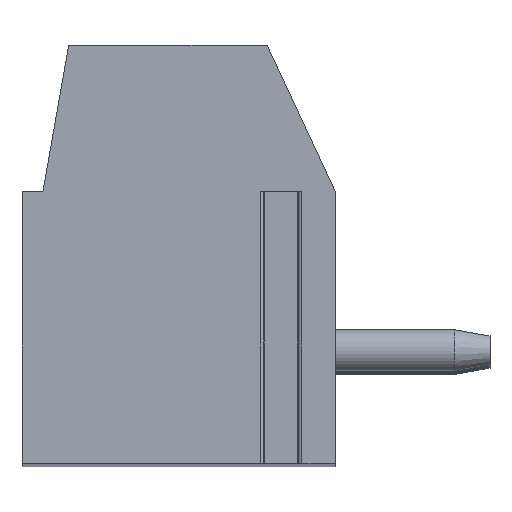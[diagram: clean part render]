
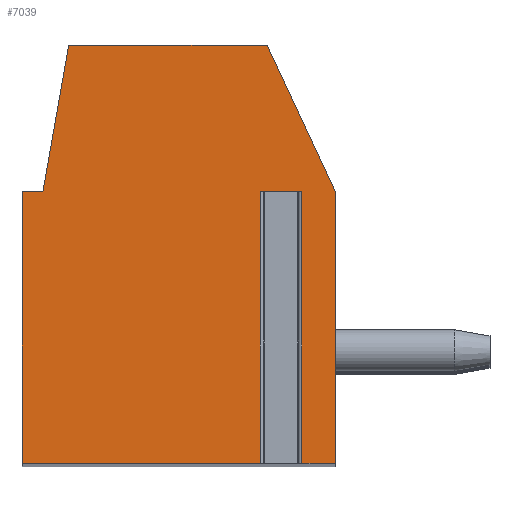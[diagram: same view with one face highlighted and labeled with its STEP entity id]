
A CAD part, top view. The second image highlights one B-rep face of the part: STEP entity #7039.
In plain terms, the highlighted planar face has unit normal (0, 0, 1).
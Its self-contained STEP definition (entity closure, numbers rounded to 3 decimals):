
#161=DIRECTION('',(-1.,0.,0.));
#162=VECTOR('',#161,0.996);
#163=CARTESIAN_POINT('',(2.948,1.5,42.5));
#164=LINE('',#163,#162);
#165=DIRECTION('',(0.,-1.,0.));
#166=VECTOR('',#165,6.5);
#167=CARTESIAN_POINT('',(1.952,1.5,42.5));
#168=LINE('',#167,#166);
#169=DIRECTION('',(1.,0.,0.));
#170=VECTOR('',#169,5.702);
#171=CARTESIAN_POINT('',(-3.75,-5.,42.5));
#172=LINE('',#171,#170);
#173=DIRECTION('',(0.,-1.,0.));
#174=VECTOR('',#173,6.5);
#175=CARTESIAN_POINT('',(-3.75,1.5,42.5));
#176=LINE('',#175,#174);
#177=DIRECTION('',(-1.,0.,0.));
#178=VECTOR('',#177,0.5);
#179=CARTESIAN_POINT('',(-3.25,1.5,42.5));
#180=LINE('',#179,#178);
#181=DIRECTION('',(-0.174,-0.985,0.));
#182=VECTOR('',#181,3.554);
#183=CARTESIAN_POINT('',(-2.633,5.,42.5));
#184=LINE('',#183,#182);
#185=DIRECTION('',(-1.,0.,0.));
#186=VECTOR('',#185,4.751);
#187=CARTESIAN_POINT('',(2.118,5.,42.5));
#188=LINE('',#187,#186);
#189=DIRECTION('',(-0.423,0.906,0.));
#190=VECTOR('',#189,3.862);
#191=CARTESIAN_POINT('',(3.75,1.5,42.5));
#192=LINE('',#191,#190);
#193=DIRECTION('',(0.,1.,0.));
#194=VECTOR('',#193,6.5);
#195=CARTESIAN_POINT('',(3.75,-5.,42.5));
#196=LINE('',#195,#194);
#197=DIRECTION('',(1.,0.,0.));
#198=VECTOR('',#197,0.802);
#199=CARTESIAN_POINT('',(2.948,-5.,42.5));
#200=LINE('',#199,#198);
#201=DIRECTION('',(0.,-1.,0.));
#202=VECTOR('',#201,6.5);
#203=CARTESIAN_POINT('',(2.948,1.5,42.5));
#204=LINE('',#203,#202);
#5431=CARTESIAN_POINT('',(3.75,-5.,42.5));
#5432=CARTESIAN_POINT('',(3.75,1.5,42.5));
#5433=VERTEX_POINT('',#5431);
#5434=VERTEX_POINT('',#5432);
#5435=CARTESIAN_POINT('',(2.118,5.,42.5));
#5436=VERTEX_POINT('',#5435);
#5437=CARTESIAN_POINT('',(-2.633,5.,42.5));
#5438=VERTEX_POINT('',#5437);
#5439=CARTESIAN_POINT('',(-3.25,1.5,42.5));
#5440=VERTEX_POINT('',#5439);
#5441=CARTESIAN_POINT('',(-3.75,1.5,42.5));
#5442=VERTEX_POINT('',#5441);
#5443=CARTESIAN_POINT('',(-3.75,-5.,42.5));
#5444=VERTEX_POINT('',#5443);
#5489=CARTESIAN_POINT('',(2.948,1.5,42.5));
#5490=CARTESIAN_POINT('',(1.952,1.5,42.5));
#5491=VERTEX_POINT('',#5489);
#5492=VERTEX_POINT('',#5490);
#5493=CARTESIAN_POINT('',(2.948,-5.,42.5));
#5494=VERTEX_POINT('',#5493);
#5495=CARTESIAN_POINT('',(1.952,-5.,42.5));
#5496=VERTEX_POINT('',#5495);
#7013=CARTESIAN_POINT('',(0.,0.,42.5));
#7014=DIRECTION('',(0.,0.,1.));
#7015=DIRECTION('',(1.,0.,0.));
#7016=AXIS2_PLACEMENT_3D('',#7013,#7014,#7015);
#7017=PLANE('',#7016);
#7019=ORIENTED_EDGE('',*,*,#7018,.T.);
#7021=ORIENTED_EDGE('',*,*,#7020,.T.);
#7022=ORIENTED_EDGE('',*,*,#6981,.F.);
#7024=ORIENTED_EDGE('',*,*,#7023,.F.);
#7026=ORIENTED_EDGE('',*,*,#7025,.F.);
#7028=ORIENTED_EDGE('',*,*,#7027,.F.);
#7030=ORIENTED_EDGE('',*,*,#7029,.F.);
#7032=ORIENTED_EDGE('',*,*,#7031,.F.);
#7034=ORIENTED_EDGE('',*,*,#7033,.F.);
#7035=ORIENTED_EDGE('',*,*,#6960,.F.);
#7036=ORIENTED_EDGE('',*,*,#7003,.F.);
#7037=EDGE_LOOP('',(#7019,#7021,#7022,#7024,#7026,#7028,#7030,#7032,#7034,#7035,
#7036));
#7038=FACE_OUTER_BOUND('',#7037,.F.);
#6960=EDGE_CURVE('',#5494,#5433,#200,.T.);
#6981=EDGE_CURVE('',#5444,#5496,#172,.T.);
#7003=EDGE_CURVE('',#5491,#5494,#204,.T.);
#7018=EDGE_CURVE('',#5491,#5492,#164,.T.);
#7020=EDGE_CURVE('',#5492,#5496,#168,.T.);
#7023=EDGE_CURVE('',#5442,#5444,#176,.T.);
#7025=EDGE_CURVE('',#5440,#5442,#180,.T.);
#7027=EDGE_CURVE('',#5438,#5440,#184,.T.);
#7029=EDGE_CURVE('',#5436,#5438,#188,.T.);
#7031=EDGE_CURVE('',#5434,#5436,#192,.T.);
#7033=EDGE_CURVE('',#5433,#5434,#196,.T.);
#7039=ADVANCED_FACE('',(#7038),#7017,.T.);
